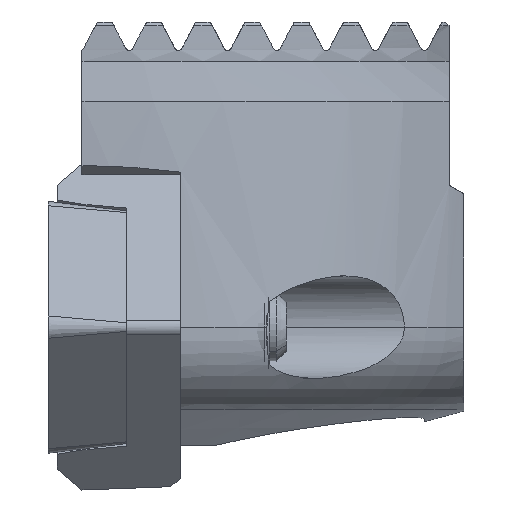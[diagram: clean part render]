
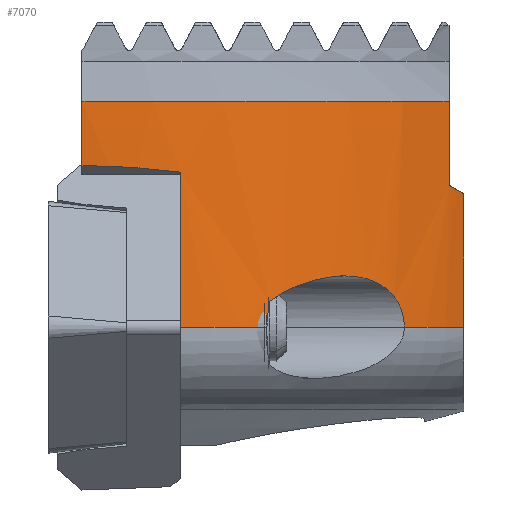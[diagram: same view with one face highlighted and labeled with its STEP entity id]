
A CAD part, left-side view. The second image highlights one B-rep face of the part: STEP entity #7070.
In plain terms, the highlighted cylindrical face has radius 23 mm (diameter 46 mm), a partial arc.
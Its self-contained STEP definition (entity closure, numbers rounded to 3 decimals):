
#2790=EDGE_CURVE('NONE',#3992,#7528,#8213,.F.);
#2944=EDGE_CURVE('NONE',#4216,#4994,#8377,.F.);
#3038=VERTEX_POINT('NONE',#8483);
#3096=EDGE_CURVE('NONE',#4076,#3412,#8543,.F.);
#3412=VERTEX_POINT('NONE',#8882);
#3992=VERTEX_POINT('NONE',#9511);
#4076=VERTEX_POINT('NONE',#9604);
#4216=VERTEX_POINT('NONE',#9755);
#4298=VERTEX_POINT('NONE',#9844);
#4882=EDGE_CURVE('NONE',#5040,#6694,#10494,.F.);
#4994=VERTEX_POINT('NONE',#10616);
#5040=VERTEX_POINT('NONE',#10666);
#5150=EDGE_CURVE('NONE',#7528,#3038,#10789,.F.);
#5266=EDGE_CURVE('NONE',#3992,#7102,#10921,.F.);
#5644=EDGE_CURVE('NONE',#4994,#4076,#11340,.T.);
#6250=EDGE_CURVE('NONE',#3412,#4298,#12021,.F.);
#6694=VERTEX_POINT('NONE',#12511);
#7070=ADVANCED_FACE('NONE',(#12917),#12918,.T.);
#7074=EDGE_CURVE('NONE',#3038,#4216,#12922,.F.);
#7102=VERTEX_POINT('NONE',#12953);
#7380=EDGE_CURVE('NONE',#6694,#4298,#13257,.T.);
#7528=VERTEX_POINT('NONE',#13419);
#7870=EDGE_CURVE('NONE',#5040,#7102,#13786,.F.);
#8213=LINE('',#14181,#14182);
#8377=CIRCLE('',#14926,23.0);
#8483=CARTESIAN_POINT('',(6.454,-19.5,6.767));
#8543=B_SPLINE_CURVE_WITH_KNOTS('',3,(#15361,#15362,#15363,#15364,#15365,#15366,#15367,#15368,#15369,#15370,#15371,#15372),.UNSPECIFIED.,.F.,.F.,(4,2,2,2,2,4),(6.573,7.668,8.763,9.859,10.954,12.05),.UNSPECIFIED.);
#8882=CARTESIAN_POINT('',(-2.3,-9.491,0.));
#9511=CARTESIAN_POINT('',(5.329,-18.75,11.479));
#9604=CARTESIAN_POINT('',(-2.251,-9.6,1.302));
#9755=CARTESIAN_POINT('',(6.454,-19.5,0.));
#9844=CARTESIAN_POINT('',(-3.777,-5.1,0.));
#10494=ELLIPSE('',#23615,26.558,23.0);
#10616=CARTESIAN_POINT('',(2.6,-16.474,0.));
#10666=CARTESIAN_POINT('',(-4.35,-0.1,8.2));
#10789=ELLIPSE('',#24391,26.558,23.0);
#10921=CIRCLE('',#24905,23.0);
#11340=B_SPLINE_CURVE_WITH_KNOTS('',3,(#26527,#26528,#26529,#26530,#26531,#26532,#26533,#26534,#26535,#26536,#26537,#26538,#26539,#26540,#26541,#26542,#26543,#26544,#26545,#26546,#26547,#26548,#26549,#26550,#26551,#26552,#26553,#26554,#26555,#26556,#26557,#26558,#26559,#26560,#26561,#26562,#26563,#26564,#26565,#26566,#26567,#26568,#26569,#26570,#26571,#26572,#26573),.UNSPECIFIED.,.F.,.F.,(4,2,2,3,2,2,2,2,2,2,2,2,2,2,2,2,2,2,2,2,2,2,4),(-1.423,-0.949,-0.474,0.0,0.474,0.949,1.423,1.897,3.476,4.266,5.056,6.055,7.054,8.054,9.053,9.697,10.342,10.711,11.081,11.45,11.82,12.464,13.108),.UNSPECIFIED.);
#12021=CIRCLE('',#29161,23.0);
#12511=CARTESIAN_POINT('',(-3.777,-5.1,7.87));
#12917=FACE_OUTER_BOUND('',#32725,.T.);
#12918=CYLINDRICAL_SURFACE('',#32726,23.0);
#12922=LINE('',#32731,#32732);
#12953=CARTESIAN_POINT('',(-4.35,-0.1,11.479));
#13257=LINE('',#33540,#33541);
#13419=CARTESIAN_POINT('',(5.329,-18.75,7.2));
#13786=LINE('',#35430,#35431);
#14181=CARTESIAN_POINT('',(5.329,-18.75,-7.063));
#14182=VECTOR('',#36375,1.0);
#14926=AXIS2_PLACEMENT_3D('',#36500,#36501,#36502);
#15361=CARTESIAN_POINT('',(-2.168,-9.778,-2.202));
#15362=CARTESIAN_POINT('',(-2.208,-9.693,-1.833));
#15363=CARTESIAN_POINT('',(-2.241,-9.62,-1.465));
#15364=CARTESIAN_POINT('',(-2.288,-9.519,-0.731));
#15365=CARTESIAN_POINT('',(-2.3,-9.491,-0.365));
#15366=CARTESIAN_POINT('',(-2.3,-9.491,0.365));
#15367=CARTESIAN_POINT('',(-2.288,-9.519,0.731));
#15368=CARTESIAN_POINT('',(-2.241,-9.62,1.465));
#15369=CARTESIAN_POINT('',(-2.208,-9.693,1.833));
#15370=CARTESIAN_POINT('',(-2.128,-9.864,2.572));
#15371=CARTESIAN_POINT('',(-2.081,-9.962,2.942));
#15372=CARTESIAN_POINT('',(-2.029,-10.068,3.314));
#23615=AXIS2_PLACEMENT_3D('',#38542,#38543,#38544);
#24391=AXIS2_PLACEMENT_3D('',#38833,#38834,#38835);
#24905=AXIS2_PLACEMENT_3D('',#39025,#39026,#39027);
#26527=CARTESIAN_POINT('',(2.226,-16.101,-1.344));
#26528=CARTESIAN_POINT('',(2.301,-16.178,-1.219));
#26529=CARTESIAN_POINT('',(2.37,-16.247,-1.081));
#26530=CARTESIAN_POINT('',(2.482,-16.359,-0.789));
#26531=CARTESIAN_POINT('',(2.526,-16.402,-0.635));
#26532=CARTESIAN_POINT('',(2.585,-16.46,-0.319));
#26533=CARTESIAN_POINT('',(2.6,-16.474,-0.158));
#26534=CARTESIAN_POINT('',(2.6,-16.474,0.));
#26535=CARTESIAN_POINT('',(2.6,-16.474,0.158));
#26536=CARTESIAN_POINT('',(2.585,-16.46,0.319));
#26537=CARTESIAN_POINT('',(2.526,-16.402,0.635));
#26538=CARTESIAN_POINT('',(2.482,-16.359,0.789));
#26539=CARTESIAN_POINT('',(2.37,-16.247,1.081));
#26540=CARTESIAN_POINT('',(2.301,-16.178,1.219));
#26541=CARTESIAN_POINT('',(2.15,-16.024,1.47));
#26542=CARTESIAN_POINT('',(2.067,-15.937,1.583));
#26543=CARTESIAN_POINT('',(1.7,-15.552,2.015));
#26544=CARTESIAN_POINT('',(1.356,-15.173,2.25));
#26545=CARTESIAN_POINT('',(0.834,-14.549,2.47));
#26546=CARTESIAN_POINT('',(0.659,-14.332,2.521));
#26547=CARTESIAN_POINT('',(0.319,-13.894,2.586));
#26548=CARTESIAN_POINT('',(0.154,-13.674,2.6));
#26549=CARTESIAN_POINT('',(-0.195,-13.19,2.6));
#26550=CARTESIAN_POINT('',(-0.392,-12.904,2.578));
#26551=CARTESIAN_POINT('',(-0.777,-12.317,2.489));
#26552=CARTESIAN_POINT('',(-0.965,-12.016,2.423));
#26553=CARTESIAN_POINT('',(-1.321,-11.415,2.248));
#26554=CARTESIAN_POINT('',(-1.489,-11.114,2.141));
#26555=CARTESIAN_POINT('',(-1.799,-10.533,1.888));
#26556=CARTESIAN_POINT('',(-1.941,-10.252,1.743));
#26557=CARTESIAN_POINT('',(-2.148,-9.823,1.472));
#26558=CARTESIAN_POINT('',(-2.232,-9.643,1.344));
#26559=CARTESIAN_POINT('',(-2.382,-9.31,1.054));
#26560=CARTESIAN_POINT('',(-2.449,-9.156,0.891));
#26561=CARTESIAN_POINT('',(-2.528,-8.973,0.618));
#26562=CARTESIAN_POINT('',(-2.554,-8.91,0.502));
#26563=CARTESIAN_POINT('',(-2.591,-8.823,0.254));
#26564=CARTESIAN_POINT('',(-2.6,-8.8,0.123));
#26565=CARTESIAN_POINT('',(-2.6,-8.8,-0.123));
#26566=CARTESIAN_POINT('',(-2.591,-8.823,-0.254));
#26567=CARTESIAN_POINT('',(-2.554,-8.91,-0.502));
#26568=CARTESIAN_POINT('',(-2.528,-8.973,-0.618));
#26569=CARTESIAN_POINT('',(-2.449,-9.156,-0.891));
#26570=CARTESIAN_POINT('',(-2.382,-9.31,-1.054));
#26571=CARTESIAN_POINT('',(-2.232,-9.643,-1.344));
#26572=CARTESIAN_POINT('',(-2.148,-9.823,-1.472));
#26573=CARTESIAN_POINT('',(-2.067,-9.991,-1.578));
#29161=AXIS2_PLACEMENT_3D('',#40264,#40265,#40266);
#32725=EDGE_LOOP('',(#41045,#41046,#41047,#41048,#41049,#41050,#41051,#41052,#41053,#41054,#41055));
#32726=AXIS2_PLACEMENT_3D('',#41056,#41057,#41058);
#32731=CARTESIAN_POINT('',(6.454,-19.5,-7.063));
#32732=VECTOR('',#41059,1.0);
#33540=CARTESIAN_POINT('',(-3.777,-5.1,-7.063));
#33541=VECTOR('',#41387,1.0);
#35430=CARTESIAN_POINT('',(-4.35,-0.1,-7.063));
#35431=VECTOR('',#41852,1.0);
#36375=DIRECTION('',(0.,0.,1.0));
#36500=CARTESIAN_POINT('',(18.65,0.,0.));
#36501=DIRECTION('',(0.,0.,1.0));
#36502=DIRECTION('',(-1.0,0.,0.));
#38542=CARTESIAN_POINT('',(18.65,0.,-5.079));
#38543=DIRECTION('',(-0.5,0.,-0.866));
#38544=DIRECTION('',(-0.866,0.,0.5));
#38833=CARTESIAN_POINT('',(18.65,0.,18.025));
#38834=DIRECTION('',(0.,0.5,-0.866));
#38835=DIRECTION('',(0.,-0.866,-0.5));
#39025=CARTESIAN_POINT('',(18.65,0.,11.479));
#39026=DIRECTION('',(0.,0.,1.0));
#39027=DIRECTION('',(-1.0,0.,0.));
#40264=CARTESIAN_POINT('',(18.65,0.,0.));
#40265=DIRECTION('',(0.,0.,1.0));
#40266=DIRECTION('',(-1.0,0.,0.));
#41045=ORIENTED_EDGE('',*,*,#2790,.F.);
#41046=ORIENTED_EDGE('',*,*,#5266,.T.);
#41047=ORIENTED_EDGE('',*,*,#7870,.F.);
#41048=ORIENTED_EDGE('',*,*,#4882,.T.);
#41049=ORIENTED_EDGE('',*,*,#7380,.T.);
#41050=ORIENTED_EDGE('',*,*,#6250,.F.);
#41051=ORIENTED_EDGE('',*,*,#3096,.F.);
#41052=ORIENTED_EDGE('',*,*,#5644,.F.);
#41053=ORIENTED_EDGE('',*,*,#2944,.F.);
#41054=ORIENTED_EDGE('',*,*,#7074,.F.);
#41055=ORIENTED_EDGE('',*,*,#5150,.F.);
#41056=CARTESIAN_POINT('',(18.65,0.,-7.063));
#41057=DIRECTION('',(0.,0.,-1.0));
#41058=DIRECTION('',(-1.0,0.,0.));
#41059=DIRECTION('',(0.,0.,1.0));
#41387=DIRECTION('',(0.,0.,-1.0));
#41852=DIRECTION('',(0.,0.,-1.0));
